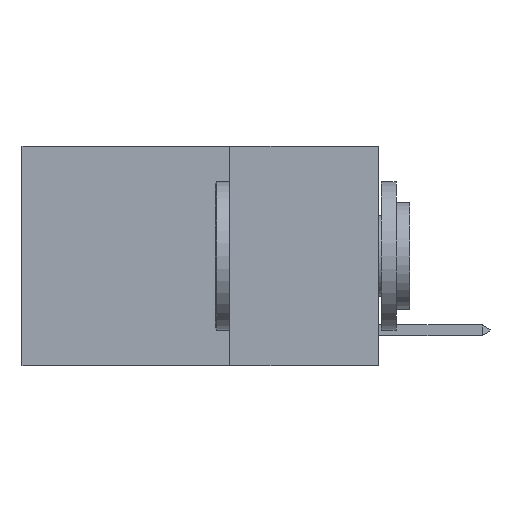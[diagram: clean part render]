
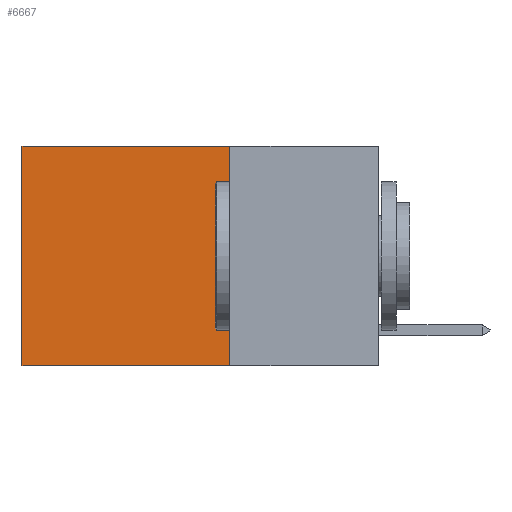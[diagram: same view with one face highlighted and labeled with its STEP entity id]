
A CAD part, left-side view. The second image highlights one B-rep face of the part: STEP entity #6667.
In plain terms, the highlighted planar face has unit normal (-1, 0, 0).
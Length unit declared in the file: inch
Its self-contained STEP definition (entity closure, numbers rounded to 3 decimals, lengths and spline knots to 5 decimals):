
#168 = VECTOR ( 'NONE', #5868, 39.37008 ) ;
#397 = CARTESIAN_POINT ( 'NONE',  ( 0.2625, 0.25, 0. ) ) ;
#457 = CARTESIAN_POINT ( 'NONE',  ( 0.2625, 0.25, 0. ) ) ;
#1076 = CARTESIAN_POINT ( 'NONE',  ( 0.2625, 0.25, 0. ) ) ;
#1168 = EDGE_LOOP ( 'NONE', ( #5873, #4679, #5338, #5493 ) ) ;
#1727 = VECTOR ( 'NONE', #5762, 39.37008 ) ;
#1890 = VECTOR ( 'NONE', #6900, 39.37008 ) ;
#1974 = CARTESIAN_POINT ( 'NONE',  ( 0.2625, 0.6, 0. ) ) ;
#2282 = VERTEX_POINT ( 'NONE', #10365 ) ;
#2351 = VECTOR ( 'NONE', #8006, 39.37008 ) ;
#2497 = CARTESIAN_POINT ( 'NONE',  ( 0.2625, 0.25, -0.37 ) ) ;
#3055 = FACE_OUTER_BOUND ( 'NONE', #1168, .T. ) ;
#3202 = CARTESIAN_POINT ( 'NONE',  ( 0.2625, 0.25, -0.37 ) ) ;
#3257 = LINE ( 'NONE', #3202, #1727 ) ;
#3620 = EDGE_CURVE ( 'NONE', #8040, #5970, #10652, .T. ) ;
#3759 = DIRECTION ( 'NONE',  ( 1., 0., 0. ) ) ;
#3871 = PLANE ( 'NONE',  #5903 ) ;
#4679 = ORIENTED_EDGE ( 'NONE', *, *, #5902, .F. ) ;
#4891 = CARTESIAN_POINT ( 'NONE',  ( 0.2625, 0.6, -0.37 ) ) ;
#4946 = CARTESIAN_POINT ( 'NONE',  ( 0.2625, 0.6, 0. ) ) ;
#5338 = ORIENTED_EDGE ( 'NONE', *, *, #5874, .F. ) ;
#5493 = ORIENTED_EDGE ( 'NONE', *, *, #8535, .T. ) ;
#5762 = DIRECTION ( 'NONE',  ( 0., 1., 0. ) ) ;
#5868 = DIRECTION ( 'NONE',  ( 0., 0., -1. ) ) ;
#5874 = EDGE_CURVE ( 'NONE', #2282, #10356, #8519, .T. ) ;
#5873 = ORIENTED_EDGE ( 'NONE', *, *, #3620, .T. ) ;
#5902 = EDGE_CURVE ( 'NONE', #10356, #5970, #3257, .T. ) ;
#5903 = AXIS2_PLACEMENT_3D ( 'NONE', #457, #3759, #6488 ) ;
#5970 = VERTEX_POINT ( 'NONE', #4891 ) ;
#6488 = DIRECTION ( 'NONE',  ( 0., 0., -1. ) ) ;
#6667 = ADVANCED_FACE ( 'NONE', ( #3055 ), #3871, .F. ) ;
#6900 = DIRECTION ( 'NONE',  ( 0., 0., -1. ) ) ;
#8006 = DIRECTION ( 'NONE',  ( 0., 1., 0. ) ) ;
#8040 = VERTEX_POINT ( 'NONE', #1974 ) ;
#8519 = LINE ( 'NONE', #1076, #1890 ) ;
#8535 = EDGE_CURVE ( 'NONE', #2282, #8040, #10270, .T. ) ;
#10270 = LINE ( 'NONE', #397, #2351 ) ;
#10356 = VERTEX_POINT ( 'NONE', #2497 ) ;
#10365 = CARTESIAN_POINT ( 'NONE',  ( 0.2625, 0.25, 0. ) ) ;
#10652 = LINE ( 'NONE', #4946, #168 ) ;
